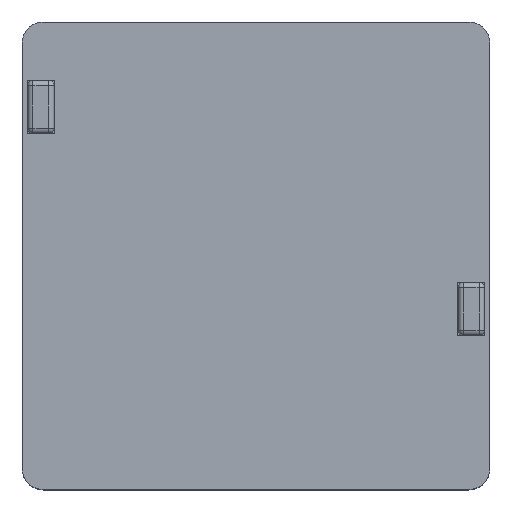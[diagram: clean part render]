
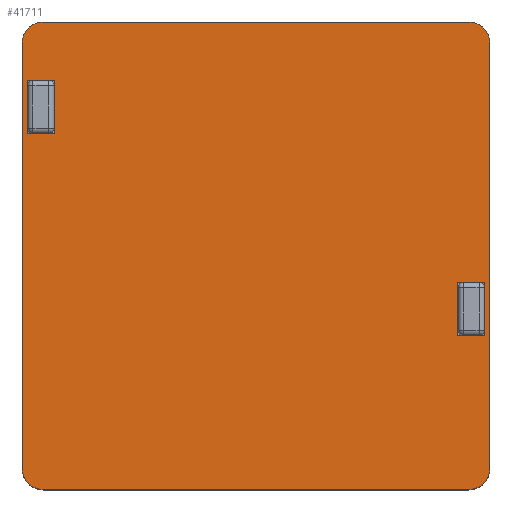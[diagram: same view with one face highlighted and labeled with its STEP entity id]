
A CAD part, top view. The second image highlights one B-rep face of the part: STEP entity #41711.
In plain terms, the highlighted planar face has unit normal (0, 0, 1).
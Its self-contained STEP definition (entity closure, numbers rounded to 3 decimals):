
#39=CIRCLE('',#45049,2.);
#40=CIRCLE('',#45061,2.);
#41=CIRCLE('',#45064,2.);
#42=CIRCLE('',#45067,2.);
#1848=FACE_BOUND('',#7055,.T.);
#1849=FACE_BOUND('',#7056,.T.);
#4535=FACE_OUTER_BOUND('',#7054,.T.);
#7054=EDGE_LOOP('',(#37405,#37406,#37407,#37408,#37409,#37410,#37411,#37412));
#7055=EDGE_LOOP('',(#37413,#37414,#37415,#37416));
#7056=EDGE_LOOP('',(#37417,#37418,#37419,#37420));
#11956=LINE('',#70336,#16937);
#11958=LINE('',#70341,#16939);
#11960=LINE('',#70345,#16941);
#11962=LINE('',#70349,#16943);
#11964=LINE('',#70352,#16945);
#11966=LINE('',#70357,#16947);
#11968=LINE('',#70361,#16949);
#11970=LINE('',#70365,#16951);
#11972=LINE('',#70368,#16953);
#11974=LINE('',#70373,#16955);
#11976=LINE('',#70379,#16957);
#11979=LINE('',#70387,#16960);
#16937=VECTOR('',#54917,10.);
#16939=VECTOR('',#54921,10.);
#16941=VECTOR('',#54925,10.);
#16943=VECTOR('',#54929,10.);
#16945=VECTOR('',#54933,10.);
#16947=VECTOR('',#54937,10.);
#16949=VECTOR('',#54941,10.);
#16951=VECTOR('',#54945,10.);
#16953=VECTOR('',#54949,10.);
#16955=VECTOR('',#54953,10.);
#16957=VECTOR('',#54961,10.);
#16960=VECTOR('',#54970,10.);
#20741=VERTEX_POINT('',#70328);
#20742=VERTEX_POINT('',#70329);
#20743=VERTEX_POINT('',#70334);
#20744=VERTEX_POINT('',#70338);
#20745=VERTEX_POINT('',#70340);
#20746=VERTEX_POINT('',#70344);
#20747=VERTEX_POINT('',#70348);
#20748=VERTEX_POINT('',#70354);
#20749=VERTEX_POINT('',#70356);
#20750=VERTEX_POINT('',#70360);
#20751=VERTEX_POINT('',#70364);
#20752=VERTEX_POINT('',#70370);
#20753=VERTEX_POINT('',#70372);
#20754=VERTEX_POINT('',#70378);
#20755=VERTEX_POINT('',#70382);
#20756=VERTEX_POINT('',#70386);
#26297=EDGE_CURVE('',#20741,#20742,#39,.T.);
#26301=EDGE_CURVE('',#20741,#20743,#11956,.T.);
#26303=EDGE_CURVE('',#20745,#20744,#11958,.T.);
#26305=EDGE_CURVE('',#20746,#20745,#11960,.T.);
#26307=EDGE_CURVE('',#20747,#20746,#11962,.T.);
#26309=EDGE_CURVE('',#20744,#20747,#11964,.T.);
#26311=EDGE_CURVE('',#20749,#20748,#11966,.T.);
#26313=EDGE_CURVE('',#20750,#20749,#11968,.T.);
#26315=EDGE_CURVE('',#20751,#20750,#11970,.T.);
#26317=EDGE_CURVE('',#20748,#20751,#11972,.T.);
#26319=EDGE_CURVE('',#20753,#20752,#11974,.T.);
#26321=EDGE_CURVE('',#20743,#20753,#40,.T.);
#26322=EDGE_CURVE('',#20754,#20742,#11976,.T.);
#26324=EDGE_CURVE('',#20755,#20754,#41,.T.);
#26326=EDGE_CURVE('',#20756,#20755,#11979,.T.);
#26328=EDGE_CURVE('',#20752,#20756,#42,.T.);
#37405=ORIENTED_EDGE('',*,*,#26297,.F.);
#37406=ORIENTED_EDGE('',*,*,#26301,.T.);
#37407=ORIENTED_EDGE('',*,*,#26321,.T.);
#37408=ORIENTED_EDGE('',*,*,#26319,.T.);
#37409=ORIENTED_EDGE('',*,*,#26328,.T.);
#37410=ORIENTED_EDGE('',*,*,#26326,.T.);
#37411=ORIENTED_EDGE('',*,*,#26324,.T.);
#37412=ORIENTED_EDGE('',*,*,#26322,.T.);
#37413=ORIENTED_EDGE('',*,*,#26317,.T.);
#37414=ORIENTED_EDGE('',*,*,#26315,.T.);
#37415=ORIENTED_EDGE('',*,*,#26313,.T.);
#37416=ORIENTED_EDGE('',*,*,#26311,.T.);
#37417=ORIENTED_EDGE('',*,*,#26309,.T.);
#37418=ORIENTED_EDGE('',*,*,#26307,.T.);
#37419=ORIENTED_EDGE('',*,*,#26305,.T.);
#37420=ORIENTED_EDGE('',*,*,#26303,.T.);
#39625=PLANE('',#45068);
#41711=ADVANCED_FACE('',(#4535,#1848,#1849),#39625,.T.);
#45049=AXIS2_PLACEMENT_3D('',#70330,#54910,#54911);
#45061=AXIS2_PLACEMENT_3D('',#70376,#54957,#54958);
#45064=AXIS2_PLACEMENT_3D('',#70383,#54965,#54966);
#45067=AXIS2_PLACEMENT_3D('',#70390,#54974,#54975);
#45068=AXIS2_PLACEMENT_3D('',#70391,#54976,#54977);
#54910=DIRECTION('center_axis',(0.,0.,-1.));
#54911=DIRECTION('ref_axis',(-0.707,0.707,0.));
#54917=DIRECTION('',(0.,-1.,0.));
#54921=DIRECTION('',(0.,-1.,0.));
#54925=DIRECTION('',(1.,0.,0.));
#54929=DIRECTION('',(0.,1.,0.));
#54933=DIRECTION('',(-1.,0.,0.));
#54937=DIRECTION('',(0.,-1.,0.));
#54941=DIRECTION('',(1.,0.,0.));
#54945=DIRECTION('',(0.,1.,0.));
#54949=DIRECTION('',(-1.,0.,0.));
#54953=DIRECTION('',(1.,0.,0.));
#54957=DIRECTION('center_axis',(0.,0.,1.));
#54958=DIRECTION('ref_axis',(-1.,0.,0.));
#54961=DIRECTION('',(-1.,0.,0.));
#54965=DIRECTION('center_axis',(0.,0.,1.));
#54966=DIRECTION('ref_axis',(1.,0.,0.));
#54970=DIRECTION('',(0.,1.,0.));
#54974=DIRECTION('center_axis',(0.,0.,1.));
#54975=DIRECTION('ref_axis',(0.,-1.,0.));
#54976=DIRECTION('center_axis',(0.,0.,1.));
#54977=DIRECTION('ref_axis',(-1.,0.,0.));
#70328=CARTESIAN_POINT('',(-3.5,38.5,20.));
#70329=CARTESIAN_POINT('',(-1.5,40.5,20.));
#70330=CARTESIAN_POINT('Origin',(-1.5,38.5,20.));
#70334=CARTESIAN_POINT('',(-3.5,-1.5,20.));
#70336=CARTESIAN_POINT('',(-3.5,40.5,20.));
#70338=CARTESIAN_POINT('',(40.,11.,20.));
#70340=CARTESIAN_POINT('',(40.,16.,20.));
#70341=CARTESIAN_POINT('',(40.,11.,20.));
#70344=CARTESIAN_POINT('',(37.5,16.,20.));
#70345=CARTESIAN_POINT('',(40.,16.,20.));
#70348=CARTESIAN_POINT('',(37.5,11.,20.));
#70349=CARTESIAN_POINT('',(37.5,16.,20.));
#70352=CARTESIAN_POINT('',(37.5,11.,20.));
#70354=CARTESIAN_POINT('',(-0.5,30.,20.));
#70356=CARTESIAN_POINT('',(-0.5,35.,20.));
#70357=CARTESIAN_POINT('',(-0.5,35.,20.));
#70360=CARTESIAN_POINT('',(-3.,35.,20.));
#70361=CARTESIAN_POINT('',(-3.,35.,20.));
#70364=CARTESIAN_POINT('',(-3.,30.,20.));
#70365=CARTESIAN_POINT('',(-3.,30.,20.));
#70368=CARTESIAN_POINT('',(-0.5,30.,20.));
#70370=CARTESIAN_POINT('',(38.5,-3.5,20.));
#70372=CARTESIAN_POINT('',(-1.5,-3.5,20.));
#70373=CARTESIAN_POINT('',(-3.5,-3.5,20.));
#70376=CARTESIAN_POINT('Origin',(-1.5,-1.5,20.));
#70378=CARTESIAN_POINT('',(38.5,40.5,20.));
#70379=CARTESIAN_POINT('',(40.5,40.5,20.));
#70382=CARTESIAN_POINT('',(40.5,38.5,20.));
#70383=CARTESIAN_POINT('Origin',(38.5,38.5,20.));
#70386=CARTESIAN_POINT('',(40.5,-1.5,20.));
#70387=CARTESIAN_POINT('',(40.5,-3.5,20.));
#70390=CARTESIAN_POINT('Origin',(38.5,-1.5,20.));
#70391=CARTESIAN_POINT('Origin',(18.5,18.5,20.));
